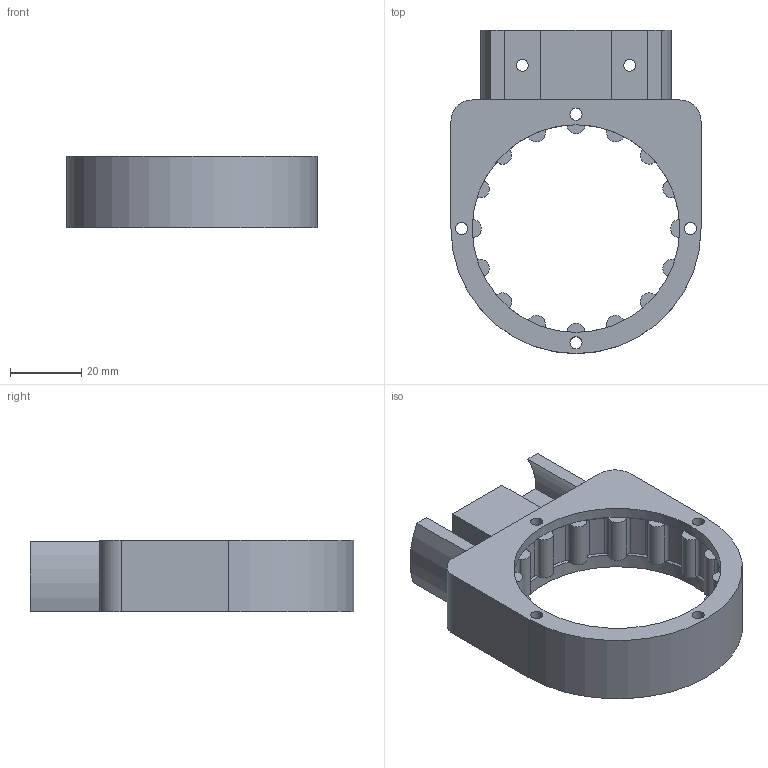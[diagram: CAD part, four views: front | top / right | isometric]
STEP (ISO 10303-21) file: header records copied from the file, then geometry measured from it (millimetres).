
FILE_DESCRIPTION (( 'STEP AP214' ), '1' );
FILE_NAME ('2.2珨撰渀喘褲.STEP', '2025-11-19T02:27:33', ( '' ), ( '' ), 'SwSTEP 2.0', 'SolidWorks 2023', '' );
FILE_SCHEMA (( 'AUTOMOTIVE_DESIGN' ));
Length unit declared in the file: millimetre
Products named in the file (1): 2.2一级针齿壳
Bounding box: 70 x 90.5 x 20 mm (x, y, z)
Volume: 49011.6 mm3; surface area: 17622.3 mm2
Topology: 1 solids, 1 shells, 184 faces, 546 edges, 364 vertices
Faces by surface type: cylinder 105, plane 47, cone 32
Entity records: 6607 total; most frequent: CARTESIAN_POINT 1507, DIRECTION 1106, ORIENTED_EDGE 1092, EDGE_CURVE 546, AXIS2_PLACEMENT_3D 451, VERTEX_POINT 364, CIRCLE 266, VECTOR 204
